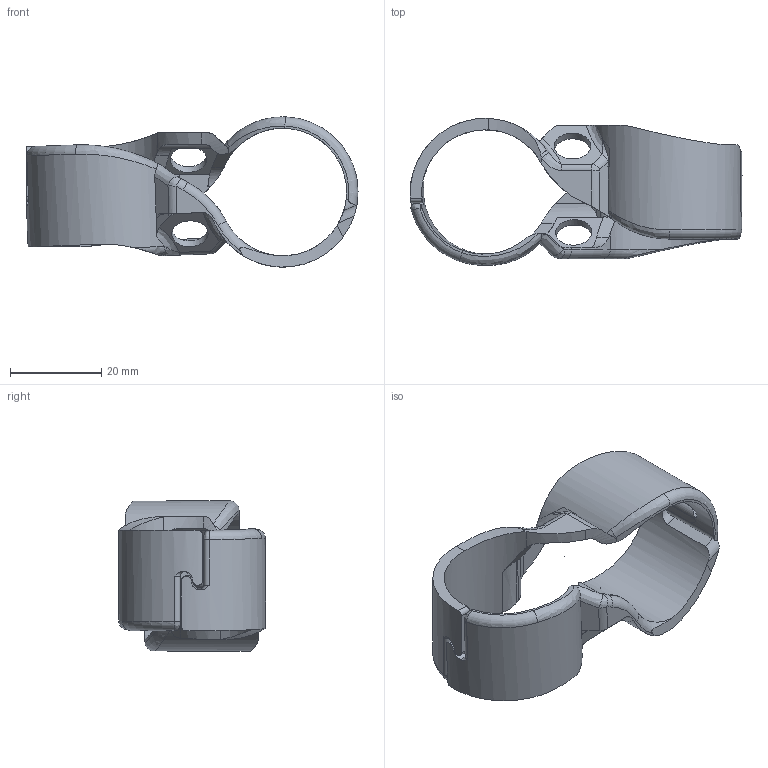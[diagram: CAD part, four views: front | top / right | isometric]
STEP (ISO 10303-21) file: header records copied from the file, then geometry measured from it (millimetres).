
FILE_DESCRIPTION((''),'2;1');
FILE_NAME('86106- NOWE.stp','2020-09-14T13:28:26',('arma02'),(''),'Autodesk Inventor 2013','Autodesk Inventor 2013','');
FILE_SCHEMA(('AUTOMOTIVE_DESIGN { 1 0 10303 214 1 1 1 1 }'));
Length unit declared in the file: millimetre
Products named in the file (2): 86106- NOWE; 86106-  NOWE
Assembly tree (2 placements, depth 2):
  86106- NOWE
    86106-  NOWE  x2
Bounding box: 72.9 x 32.3 x 32.98 mm (x, y, z)
Volume: 9416.3 mm3; surface area: 9181.8 mm2
Topology: 4 solids, 4 shells, 200 faces, 558 edges, 356 vertices
Faces by surface type: cylinder 76, plane 74, bspline 36, torus 14
Full cylindrical faces by diameter (mm): 8 x2
Entity records: 4069 total; most frequent: CARTESIAN_POINT 1610, ORIENTED_EDGE 554, DIRECTION 441, EDGE_CURVE 277, VERTEX_POINT 177, AXIS2_PLACEMENT_3D 168, VECTOR 105, LINE 105
